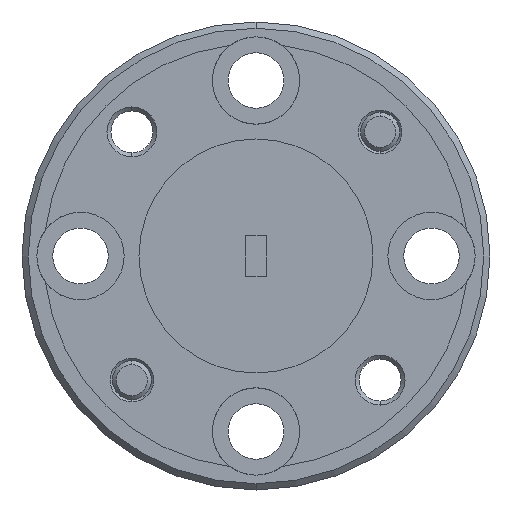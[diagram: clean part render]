
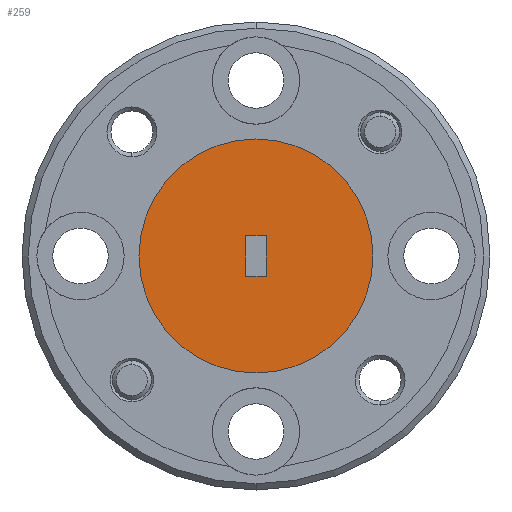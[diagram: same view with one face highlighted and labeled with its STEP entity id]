
A CAD part, left-side view. The second image highlights one B-rep face of the part: STEP entity #259.
In plain terms, the highlighted planar face has unit normal (-1, 0, 0).
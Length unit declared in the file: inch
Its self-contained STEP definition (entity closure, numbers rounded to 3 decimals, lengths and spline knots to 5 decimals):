
#28 = ORIENTED_EDGE ( 'NONE', *, *, #1509, .T. ) ;
#33 = CARTESIAN_POINT ( 'NONE',  ( -4.43536, 0.92761, 1.45566 ) ) ;
#121 = DIRECTION ( 'NONE',  ( -1., 0., 0. ) ) ;
#190 = EDGE_CURVE ( 'NONE', #1571, #1043, #1098, .T. ) ;
#259 = ADVANCED_FACE ( 'NONE', ( #1709, #324 ), #2308, .T. ) ;
#263 = LINE ( 'NONE', #1852, #2000 ) ;
#297 = DIRECTION ( 'NONE',  ( 0., 0., 1. ) ) ;
#324 = FACE_OUTER_BOUND ( 'NONE', #1000, .T. ) ;
#423 = CARTESIAN_POINT ( 'NONE',  ( -4.43536, 0.94386, 1.30066 ) ) ;
#439 = EDGE_CURVE ( 'NONE', #1043, #2400, #2450, .T. ) ;
#483 = CIRCLE ( 'NONE', #654, 0.1875 ) ;
#502 = CARTESIAN_POINT ( 'NONE',  ( -4.43536, 0.94386, 1.48816 ) ) ;
#538 = EDGE_CURVE ( 'NONE', #1770, #808, #1495, .T. ) ;
#545 = DIRECTION ( 'NONE',  ( -1., 0., 0. ) ) ;
#554 = EDGE_LOOP ( 'NONE', ( #772, #1620, #1372, #1348 ) ) ;
#612 = LINE ( 'NONE', #1430, #661 ) ;
#628 = AXIS2_PLACEMENT_3D ( 'NONE', #502, #121, #297 ) ;
#654 = AXIS2_PLACEMENT_3D ( 'NONE', #1725, #545, #1354 ) ;
#661 = VECTOR ( 'NONE', #2251, 39.37008 ) ;
#678 = VECTOR ( 'NONE', #937, 39.37008 ) ;
#703 = CARTESIAN_POINT ( 'NONE',  ( -4.43536, 0.96011, 1.45566 ) ) ;
#772 = ORIENTED_EDGE ( 'NONE', *, *, #190, .F. ) ;
#779 = EDGE_CURVE ( 'NONE', #2400, #1551, #612, .T. ) ;
#808 = VERTEX_POINT ( 'NONE', #423 ) ;
#937 = DIRECTION ( 'NONE',  ( 0., -1., 0. ) ) ;
#1000 = EDGE_LOOP ( 'NONE', ( #1255, #28 ) ) ;
#1043 = VERTEX_POINT ( 'NONE', #33 ) ;
#1098 = LINE ( 'NONE', #703, #678 ) ;
#1223 = CARTESIAN_POINT ( 'NONE',  ( -4.43536, 0.94386, 1.48816 ) ) ;
#1255 = ORIENTED_EDGE ( 'NONE', *, *, #538, .T. ) ;
#1348 = ORIENTED_EDGE ( 'NONE', *, *, #439, .F. ) ;
#1354 = DIRECTION ( 'NONE',  ( 0., 0., 1. ) ) ;
#1372 = ORIENTED_EDGE ( 'NONE', *, *, #779, .F. ) ;
#1430 = CARTESIAN_POINT ( 'NONE',  ( -4.43536, 0.96011, 1.52066 ) ) ;
#1475 = DIRECTION ( 'NONE',  ( 0., 0., -1. ) ) ;
#1495 = CIRCLE ( 'NONE', #2166, 0.1875 ) ;
#1509 = EDGE_CURVE ( 'NONE', #808, #1770, #483, .T. ) ;
#1551 = VERTEX_POINT ( 'NONE', #1887 ) ;
#1571 = VERTEX_POINT ( 'NONE', #2601 ) ;
#1620 = ORIENTED_EDGE ( 'NONE', *, *, #1793, .F. ) ;
#1678 = DIRECTION ( 'NONE',  ( 0., 0., 1. ) ) ;
#1709 = FACE_BOUND ( 'NONE', #554, .T. ) ;
#1725 = CARTESIAN_POINT ( 'NONE',  ( -4.43536, 0.94386, 1.48816 ) ) ;
#1744 = CARTESIAN_POINT ( 'NONE',  ( -4.43536, 0.92761, 1.52066 ) ) ;
#1770 = VERTEX_POINT ( 'NONE', #2275 ) ;
#1793 = EDGE_CURVE ( 'NONE', #1551, #1571, #263, .T. ) ;
#1852 = CARTESIAN_POINT ( 'NONE',  ( -4.43536, 0.96011, 1.45566 ) ) ;
#1887 = CARTESIAN_POINT ( 'NONE',  ( -4.43536, 0.96011, 1.52066 ) ) ;
#2000 = VECTOR ( 'NONE', #1475, 39.37008 ) ;
#2030 = DIRECTION ( 'NONE',  ( -1., 0., 0. ) ) ;
#2046 = DIRECTION ( 'NONE',  ( 0., 0., 1. ) ) ;
#2166 = AXIS2_PLACEMENT_3D ( 'NONE', #1223, #2030, #2046 ) ;
#2251 = DIRECTION ( 'NONE',  ( 0., 1., 0. ) ) ;
#2275 = CARTESIAN_POINT ( 'NONE',  ( -4.43536, 0.94386, 1.67566 ) ) ;
#2308 = PLANE ( 'NONE',  #628 ) ;
#2316 = VECTOR ( 'NONE', #1678, 39.37008 ) ;
#2400 = VERTEX_POINT ( 'NONE', #1744 ) ;
#2426 = CARTESIAN_POINT ( 'NONE',  ( -4.43536, 0.92761, 1.45566 ) ) ;
#2450 = LINE ( 'NONE', #2426, #2316 ) ;
#2601 = CARTESIAN_POINT ( 'NONE',  ( -4.43536, 0.96011, 1.45566 ) ) ;
